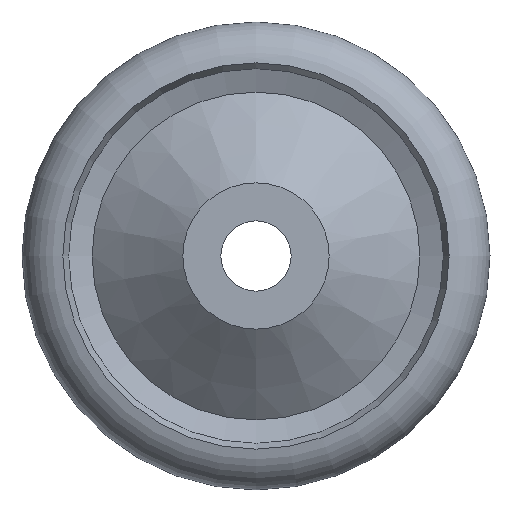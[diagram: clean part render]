
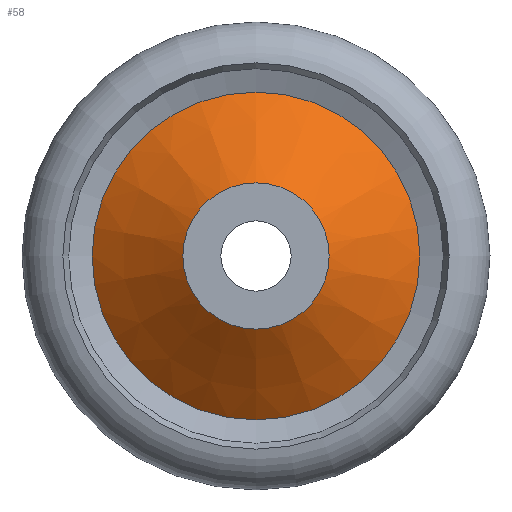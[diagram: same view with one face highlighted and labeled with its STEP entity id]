
A CAD part, left-side view. The second image highlights one B-rep face of the part: STEP entity #58.
In plain terms, the highlighted conical face has half-angle 52.253 degrees and reference radius 28 mm.
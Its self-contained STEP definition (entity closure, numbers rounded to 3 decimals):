
#58 = ADVANCED_FACE( '', ( #122, #123 ), #124, .T. );
#122 = FACE_BOUND( '', #178, .T. );
#123 = FACE_OUTER_BOUND( '', #179, .T. );
#124 = CONICAL_SURFACE( '', #180, 28., 0.912 );
#178 = EDGE_LOOP( '', ( #250 ) );
#179 = EDGE_LOOP( '', ( #251 ) );
#180 = AXIS2_PLACEMENT_3D( '', #252, #253, #254 );
#250 = ORIENTED_EDGE( '', *, *, #277, .F. );
#251 = ORIENTED_EDGE( '', *, *, #274, .T. );
#252 = CARTESIAN_POINT( '', ( 18., 0., 0. ) );
#253 = DIRECTION( '', ( 1., 0., 0. ) );
#254 = DIRECTION( '', ( 0., 0., -1. ) );
#274 = EDGE_CURVE( '', #307, #307, #308, .T. );
#277 = EDGE_CURVE( '', #312, #312, #313, .T. );
#307 = VERTEX_POINT( '', #343 );
#308 = CIRCLE( '', #344, 28. );
#312 = VERTEX_POINT( '', #348 );
#313 = CIRCLE( '', #349, 12.5 );
#343 = CARTESIAN_POINT( '', ( 18., 0., 28. ) );
#344 = AXIS2_PLACEMENT_3D( '', #379, #380, #381 );
#348 = CARTESIAN_POINT( '', ( 6., 0., 12.5 ) );
#349 = AXIS2_PLACEMENT_3D( '', #385, #386, #387 );
#379 = CARTESIAN_POINT( '', ( 18., 0., 0. ) );
#380 = DIRECTION( '', ( -1., 0., 0. ) );
#381 = DIRECTION( '', ( 0., 0., 1. ) );
#385 = CARTESIAN_POINT( '', ( 6., 0., 0. ) );
#386 = DIRECTION( '', ( -1., 0., 0. ) );
#387 = DIRECTION( '', ( 0., 0., 1. ) );
